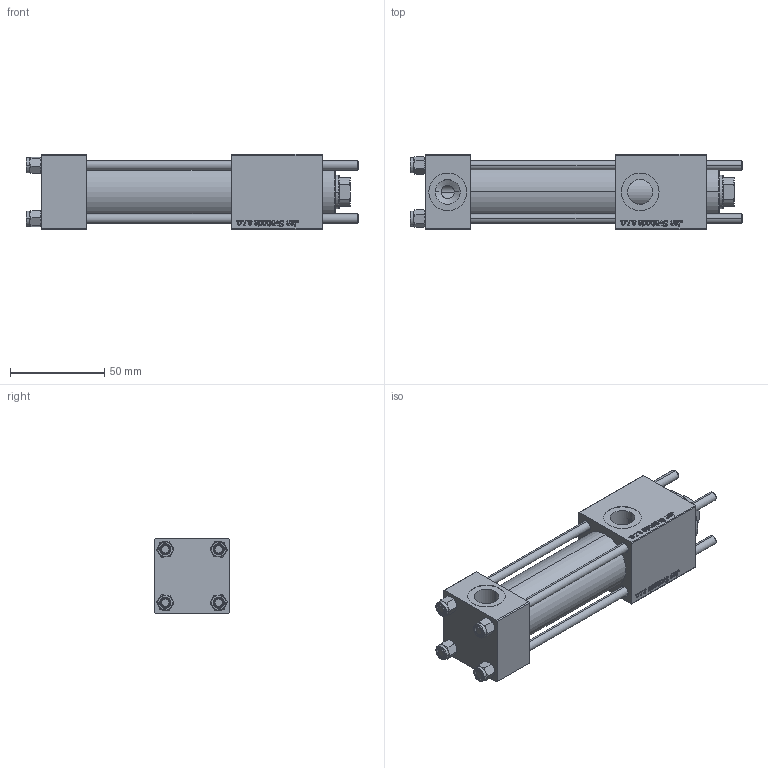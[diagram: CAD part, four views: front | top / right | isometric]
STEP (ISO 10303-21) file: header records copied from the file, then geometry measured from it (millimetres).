
FILE_DESCRIPTION (( 'STEP AP203' ), '1' );
FILE_NAME ('d8ce.STEP', '2023-08-25T10:43:55', ( '' ), ( '' ), 'SwSTEP 2.0', 'SolidWorks 2019', '' );
FILE_SCHEMA (( 'CONFIG_CONTROL_DESIGN' ));
Length unit declared in the file: millimetre
Products named in the file (6): d8ce; NUT_M5_B 2f31a7ba404878d2c0ac0ee007e22a2e; V215CR_VCP_B 2f31a7ba404878d2c0ac0ee007e22a2e; V215CR_B_TYCINKA 2f31a7ba404878d2c0ac0ee007e22a2e; V215_VC_A 2f31a7ba404878d2c0ac0ee007e22a2e; V215CR_B-1 2f31a7ba404878d2c0ac0ee007e22a2e
Assembly tree (11 placements, depth 2):
  d8ce
    V215CR_B-1 2f31a7ba404878d2c0ac0ee007e22a2e
    V215CR_VCP_B 2f31a7ba404878d2c0ac0ee007e22a2e
    NUT_M5_B 2f31a7ba404878d2c0ac0ee007e22a2e  x4
    V215CR_B_TYCINKA 2f31a7ba404878d2c0ac0ee007e22a2e  x4
    V215_VC_A 2f31a7ba404878d2c0ac0ee007e22a2e
Bounding box: 176 x 40 x 40 mm (x, y, z)
Volume: 170398.2 mm3; surface area: 69753.8 mm2
Topology: 11 solids, 11 shells, 1152 faces, 2929 edges, 1901 vertices
Faces by surface type: bspline 504, plane 428, cone 136, cylinder 76, torus 8
Entity records: 56719 total; most frequent: CARTESIAN_POINT 34051, ORIENTED_EDGE 5350, DIRECTION 2891, EDGE_CURVE 2675, VERTEX_POINT 1757, LINE 1441, VECTOR 1441, EDGE_LOOP 1154
